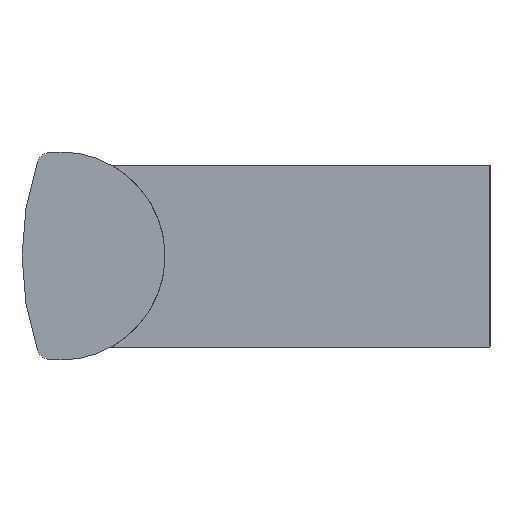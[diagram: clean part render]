
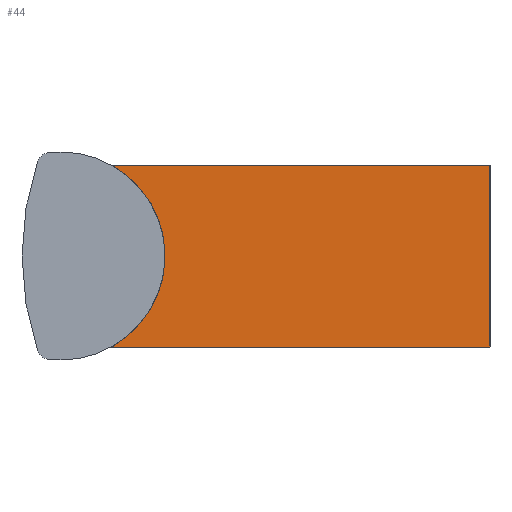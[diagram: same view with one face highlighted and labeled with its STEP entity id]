
A CAD part, left-side view. The second image highlights one B-rep face of the part: STEP entity #44.
In plain terms, the highlighted planar face has unit normal (-1, 0, 0).
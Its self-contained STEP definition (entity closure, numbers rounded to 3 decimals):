
#6 = ORIENTED_EDGE ( 'NONE', *, *, #81, .T. ) ;
#8 = CARTESIAN_POINT ( 'NONE',  ( -166., 36.002, 7. ) ) ;
#22 = CIRCLE ( 'NONE', #519, 8. ) ;
#44 = ADVANCED_FACE ( 'NONE', ( #157 ), #305, .F. ) ;
#81 = EDGE_CURVE ( 'NONE', #754, #829, #707, .T. ) ;
#112 = VERTEX_POINT ( 'NONE', #697 ) ;
#157 = FACE_OUTER_BOUND ( 'NONE', #406, .T. ) ;
#211 = DIRECTION ( 'NONE',  ( 0., 0., -1. ) ) ;
#247 = AXIS2_PLACEMENT_3D ( 'NONE', #375, #644, #774 ) ;
#254 = ORIENTED_EDGE ( 'NONE', *, *, #347, .T. ) ;
#274 = DIRECTION ( 'NONE',  ( -1., 0., 0. ) ) ;
#282 = DIRECTION ( 'NONE',  ( 0., -1., 0. ) ) ;
#296 = EDGE_CURVE ( 'NONE', #870, #829, #743, .T. ) ;
#298 = VECTOR ( 'NONE', #282, 1000. ) ;
#305 = PLANE ( 'NONE',  #247 ) ;
#332 = VECTOR ( 'NONE', #783, 1000. ) ;
#347 = EDGE_CURVE ( 'NONE', #112, #754, #479, .T. ) ;
#375 = CARTESIAN_POINT ( 'NONE',  ( -166., 36.002, -7. ) ) ;
#401 = ORIENTED_EDGE ( 'NONE', *, *, #420, .F. ) ;
#406 = EDGE_LOOP ( 'NONE', ( #401, #254, #6, #864 ) ) ;
#420 = EDGE_CURVE ( 'NONE', #112, #870, #22, .T. ) ;
#474 = VECTOR ( 'NONE', #738, 1000. ) ;
#479 = LINE ( 'NONE', #694, #298 ) ;
#508 = CARTESIAN_POINT ( 'NONE',  ( -166., 0., -7. ) ) ;
#519 = AXIS2_PLACEMENT_3D ( 'NONE', #751, #274, #211 ) ;
#590 = CARTESIAN_POINT ( 'NONE',  ( -166., 29.127, 7. ) ) ;
#609 = CARTESIAN_POINT ( 'NONE',  ( -166., 0., -7. ) ) ;
#626 = CARTESIAN_POINT ( 'NONE',  ( -166., 0., 7. ) ) ;
#644 = DIRECTION ( 'NONE',  ( 1., 0., 0. ) ) ;
#694 = CARTESIAN_POINT ( 'NONE',  ( -166., 36.002, -7. ) ) ;
#697 = CARTESIAN_POINT ( 'NONE',  ( -166., 29.127, -7. ) ) ;
#707 = LINE ( 'NONE', #508, #332 ) ;
#738 = DIRECTION ( 'NONE',  ( 0., -1., 0. ) ) ;
#743 = LINE ( 'NONE', #8, #474 ) ;
#751 = CARTESIAN_POINT ( 'NONE',  ( -166., 33., 0. ) ) ;
#754 = VERTEX_POINT ( 'NONE', #609 ) ;
#774 = DIRECTION ( 'NONE',  ( 0., 0., -1. ) ) ;
#783 = DIRECTION ( 'NONE',  ( 0., 0., 1. ) ) ;
#829 = VERTEX_POINT ( 'NONE', #626 ) ;
#864 = ORIENTED_EDGE ( 'NONE', *, *, #296, .F. ) ;
#870 = VERTEX_POINT ( 'NONE', #590 ) ;
